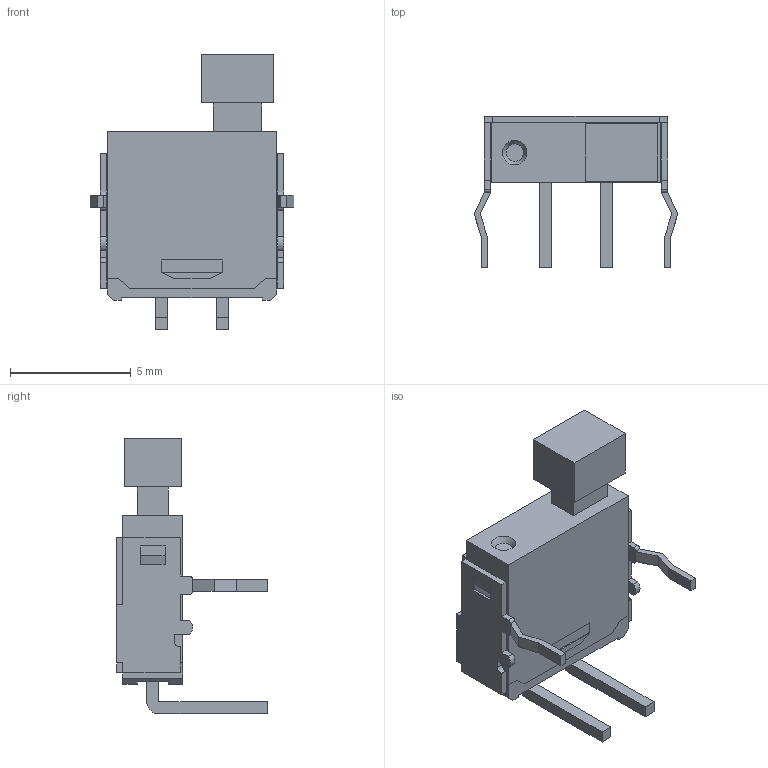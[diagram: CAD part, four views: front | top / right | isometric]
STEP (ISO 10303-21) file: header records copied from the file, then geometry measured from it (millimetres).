
FILE_DESCRIPTION(/* description */ ('STEP AP203'),/* implementation_level */ '2;1');
FILE_NAME(/* name */ 'GB215AH-A',/* time_stamp */ '2022-09-02T15:20:26+02:00',/* author */ ('License CC BY-ND 4.0'),/* organization */ ('CADENAS'),/* preprocessor_version */ 'ST-DEVELOPER v18.102',/* originating_system */ 'PARTsolutions',/* authorisation */ ' ');
FILE_SCHEMA (('CONFIG_CONTROL_DESIGN'));
Length unit declared in the file: inch
Products named in the file (6): GB215AH-A; gb2_single_pole_1switch; Agb2_cap; gb2_pin_bent_pc; gb2_bottom_straight_pc; gb2_body_straight_pc
Assembly tree (6 placements, depth 2):
  GB215AH-A
    gb2_single_pole_1switch
    Agb2_cap
    gb2_pin_bent_pc  x2
    gb2_bottom_straight_pc
    gb2_body_straight_pc
Bounding box: 8.45 x 6.25 x 11.43 mm (x, y, z)
Volume: 164.3 mm3; surface area: 468.8 mm2
Topology: 6 solids, 6 shells, 178 faces, 463 edges, 302 vertices
Faces by surface type: plane 167, cylinder 10, cone 1
Entity records: 5248 total; most frequent: CARTESIAN_POINT 905, ORIENTED_EDGE 882, DIRECTION 813, EDGE_CURVE 441, LINE 421, VECTOR 421, VERTEX_POINT 288, AXIS2_PLACEMENT_3D 196
